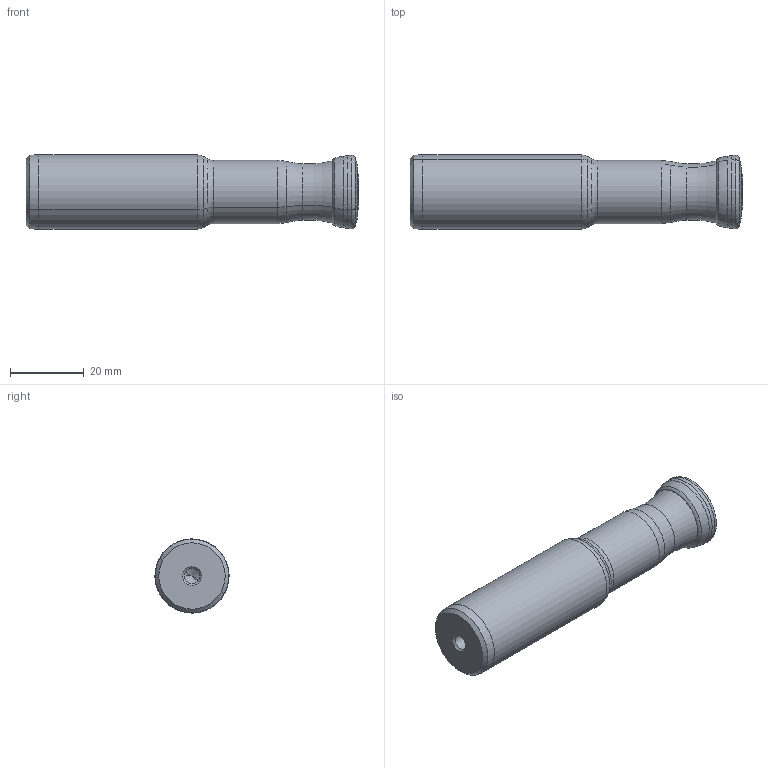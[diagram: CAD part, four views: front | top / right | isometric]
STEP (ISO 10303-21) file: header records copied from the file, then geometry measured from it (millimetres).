
FILE_DESCRIPTION(('CATIA V5 STEP Exchange'),'2;1');
FILE_NAME('Bm57581-FT_BE90_SD06-020_Z03.stp','2019-05-13T12:20:34+00:00',('none'),('none'),'CATIA Version 5-6 Release 2016 SP5 HF39','CATIA V5 STEP AP203','none');
FILE_SCHEMA(('CONFIG_CONTROL_DESIGN'));
Length unit declared in the file: millimetre
Products named in the file (1): Bm57581-KSK_Kontrolle_Schnittkontur SDMT06-HFC
Bounding box: 90 x 20.13 x 20.13 mm (x, y, z)
Volume: 24148.7 mm3; surface area: 6495.3 mm2
Topology: 1 solids, 1 shells, 50 faces, 100 edges, 51 vertices
Faces by surface type: cone 16, torus 14, revolution 12, cylinder 6, plane 2
Entity records: 1248 total; most frequent: CARTESIAN_POINT 309, ORIENTED_EDGE 196, DIRECTION 138, EDGE_CURVE 98, AXIS2_PLACEMENT_3D 88, CIRCLE 68, EDGE_LOOP 51, VERTEX_POINT 51
